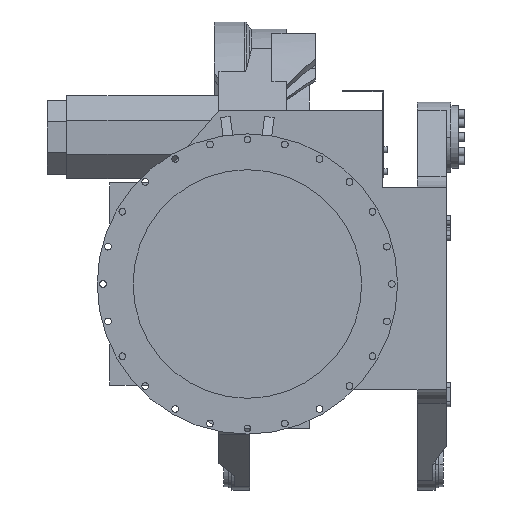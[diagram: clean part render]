
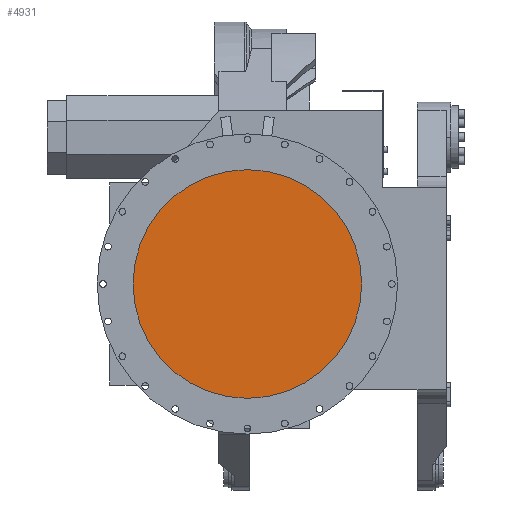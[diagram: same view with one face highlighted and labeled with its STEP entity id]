
A CAD part, front view. The second image highlights one B-rep face of the part: STEP entity #4931.
In plain terms, the highlighted planar face has unit normal (0, -1, 0).
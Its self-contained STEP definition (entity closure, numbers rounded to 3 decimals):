
#173 = DIRECTION ( 'NONE',  ( 0., 0., -1. ) ) ;
#466 = AXIS2_PLACEMENT_3D ( 'NONE', #12075, #7341, #173 ) ;
#1045 = VERTEX_POINT ( 'NONE', #14070 ) ;
#1702 = FACE_OUTER_BOUND ( 'NONE', #4358, .T. ) ;
#3090 = AXIS2_PLACEMENT_3D ( 'NONE', #12542, #5471, #6708 ) ;
#4358 = EDGE_LOOP ( 'NONE', ( #5903, #14007 ) ) ;
#4931 = ADVANCED_FACE ( 'NONE', ( #1702 ), #11276, .T. ) ;
#5194 = CIRCLE ( 'NONE', #466, 237.5 ) ;
#5471 = DIRECTION ( 'NONE',  ( 0., -1., 0. ) ) ;
#5903 = ORIENTED_EDGE ( 'NONE', *, *, #8351, .T. ) ;
#6286 = VERTEX_POINT ( 'NONE', #11180 ) ;
#6463 = CARTESIAN_POINT ( 'NONE',  ( 247., 0., 247.108 ) ) ;
#6708 = DIRECTION ( 'NONE',  ( 0., 0., -1. ) ) ;
#7341 = DIRECTION ( 'NONE',  ( 0., -1., 0. ) ) ;
#8351 = EDGE_CURVE ( 'NONE', #1045, #6286, #5194, .T. ) ;
#11180 = CARTESIAN_POINT ( 'NONE',  ( 0., 0., 237.5 ) ) ;
#11199 = DIRECTION ( 'NONE',  ( -1., 0., 0. ) ) ;
#11276 = PLANE ( 'NONE',  #13401 ) ;
#12075 = CARTESIAN_POINT ( 'NONE',  ( 0., 0., 0. ) ) ;
#12542 = CARTESIAN_POINT ( 'NONE',  ( 0., 0., 0. ) ) ;
#13401 = AXIS2_PLACEMENT_3D ( 'NONE', #6463, #14758, #11199 ) ;
#13759 = CIRCLE ( 'NONE', #3090, 237.5 ) ;
#14007 = ORIENTED_EDGE ( 'NONE', *, *, #14489, .T. ) ;
#14070 = CARTESIAN_POINT ( 'NONE',  ( 0., 0., -237.5 ) ) ;
#14489 = EDGE_CURVE ( 'NONE', #6286, #1045, #13759, .T. ) ;
#14758 = DIRECTION ( 'NONE',  ( 0., -1., 0. ) ) ;
